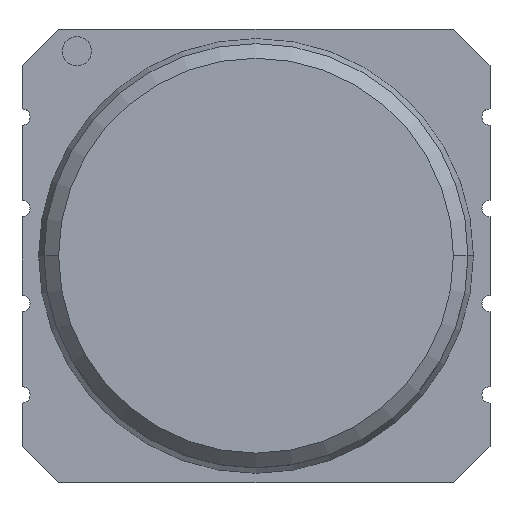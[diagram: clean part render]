
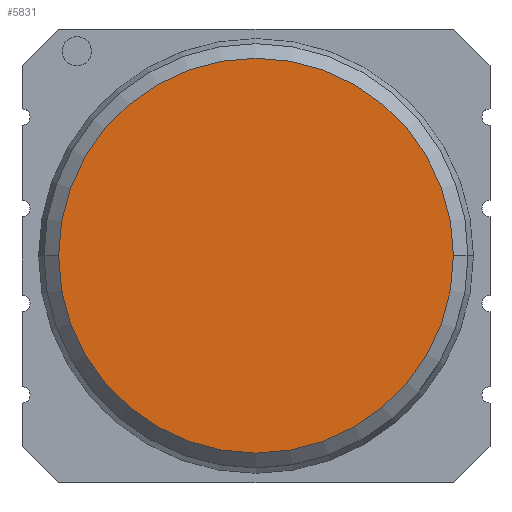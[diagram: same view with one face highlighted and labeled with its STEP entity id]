
A CAD part, top view. The second image highlights one B-rep face of the part: STEP entity #5831.
In plain terms, the highlighted planar face has unit normal (0, 0, 1).
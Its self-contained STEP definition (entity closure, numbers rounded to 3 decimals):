
#2=CARTESIAN_POINT('',(0.,0.,0.));
#3=DIRECTION('',(0.,0.,1.));
#4=DIRECTION('',(-1.,0.,0.));
#5=AXIS2_PLACEMENT_3D('',#2,#3,#4);
#7=CARTESIAN_POINT('',(0.,0.,0.));
#8=DIRECTION('',(0.,0.,1.));
#9=DIRECTION('',(1.,0.,0.));
#10=AXIS2_PLACEMENT_3D('',#7,#8,#9);
#5559=CARTESIAN_POINT('',(-2.7,0.,0.));
#5560=CARTESIAN_POINT('',(2.7,0.,0.));
#5561=VERTEX_POINT('',#5559);
#5562=VERTEX_POINT('',#5560);
#5820=CARTESIAN_POINT('',(0.,0.,0.));
#5821=DIRECTION('',(0.,0.,1.));
#5822=DIRECTION('',(1.,0.,0.));
#5823=AXIS2_PLACEMENT_3D('',#5820,#5821,#5822);
#5824=PLANE('',#5823);
#5826=ORIENTED_EDGE('',*,*,#5825,.F.);
#5828=ORIENTED_EDGE('',*,*,#5827,.F.);
#5829=EDGE_LOOP('',(#5826,#5828));
#5830=FACE_OUTER_BOUND('',#5829,.F.);
#6=CIRCLE('',#5,2.7);
#11=CIRCLE('',#10,2.7);
#5825=EDGE_CURVE('',#5561,#5562,#6,.T.);
#5827=EDGE_CURVE('',#5562,#5561,#11,.T.);
#5831=ADVANCED_FACE('',(#5830),#5824,.T.);
